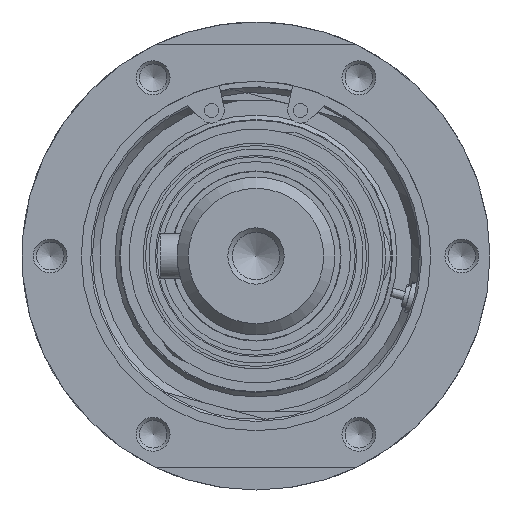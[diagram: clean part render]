
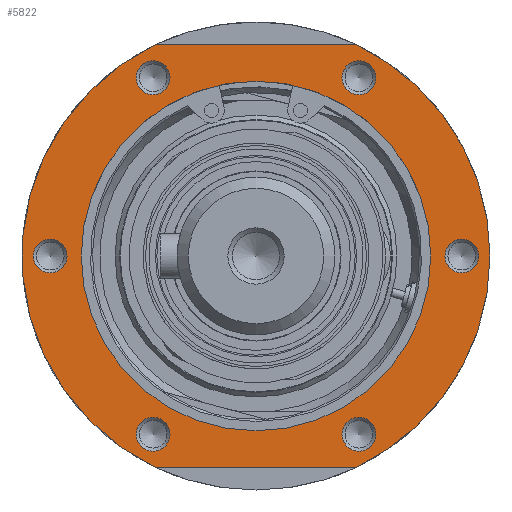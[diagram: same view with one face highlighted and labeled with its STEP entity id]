
A CAD part, left-side view. The second image highlights one B-rep face of the part: STEP entity #5822.
In plain terms, the highlighted planar face has unit normal (-1, 0, 0).
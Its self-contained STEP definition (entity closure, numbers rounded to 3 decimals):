
#115=FACE_BOUND('',#737,.T.);
#116=FACE_BOUND('',#738,.T.);
#117=FACE_BOUND('',#739,.T.);
#118=FACE_BOUND('',#740,.T.);
#119=FACE_BOUND('',#741,.T.);
#120=FACE_BOUND('',#742,.T.);
#121=FACE_BOUND('',#743,.T.);
#172=PLANE('',#6220);
#398=FACE_OUTER_BOUND('',#736,.T.);
#736=EDGE_LOOP('',(#3804,#3805,#3806,#3807,#3808));
#737=EDGE_LOOP('',(#3809));
#738=EDGE_LOOP('',(#3810));
#739=EDGE_LOOP('',(#3811));
#740=EDGE_LOOP('',(#3812,#3813));
#741=EDGE_LOOP('',(#3814));
#742=EDGE_LOOP('',(#3815));
#743=EDGE_LOOP('',(#3816));
#1113=LINE('',#8866,#1509);
#1117=LINE('',#8877,#1513);
#1509=VECTOR('',#6973,10.);
#1513=VECTOR('',#6983,10.);
#1913=CIRCLE('',#6213,41.5);
#1914=CIRCLE('',#6214,41.5);
#1915=CIRCLE('',#6215,41.5);
#1916=CIRCLE('',#6217,3.);
#1919=CIRCLE('',#6221,3.);
#1920=CIRCLE('',#6222,3.);
#1921=CIRCLE('',#6223,3.);
#1922=CIRCLE('',#6224,31.);
#1923=CIRCLE('',#6225,31.);
#1924=CIRCLE('',#6226,3.);
#1925=CIRCLE('',#6227,3.);
#2306=VERTEX_POINT('',#8863);
#2307=VERTEX_POINT('',#8865);
#2310=VERTEX_POINT('',#8874);
#2311=VERTEX_POINT('',#8876);
#2314=VERTEX_POINT('',#8884);
#2315=VERTEX_POINT('',#8890);
#2318=VERTEX_POINT('',#8898);
#2319=VERTEX_POINT('',#8900);
#2320=VERTEX_POINT('',#8902);
#2321=VERTEX_POINT('',#8904);
#2322=VERTEX_POINT('',#8905);
#2323=VERTEX_POINT('',#8908);
#2324=VERTEX_POINT('',#8910);
#2897=EDGE_CURVE('',#2307,#2306,#1113,.T.);
#2902=EDGE_CURVE('',#2311,#2310,#1117,.T.);
#2907=EDGE_CURVE('',#2314,#2306,#1913,.T.);
#2908=EDGE_CURVE('',#2307,#2310,#1914,.T.);
#2909=EDGE_CURVE('',#2311,#2314,#1915,.T.);
#2910=EDGE_CURVE('',#2315,#2315,#1916,.T.);
#2914=EDGE_CURVE('',#2318,#2318,#1919,.T.);
#2915=EDGE_CURVE('',#2319,#2319,#1920,.T.);
#2916=EDGE_CURVE('',#2320,#2320,#1921,.T.);
#2917=EDGE_CURVE('',#2321,#2322,#1922,.T.);
#2918=EDGE_CURVE('',#2322,#2321,#1923,.T.);
#2919=EDGE_CURVE('',#2323,#2323,#1924,.T.);
#2920=EDGE_CURVE('',#2324,#2324,#1925,.T.);
#3804=ORIENTED_EDGE('',*,*,#2897,.T.);
#3805=ORIENTED_EDGE('',*,*,#2907,.F.);
#3806=ORIENTED_EDGE('',*,*,#2909,.F.);
#3807=ORIENTED_EDGE('',*,*,#2902,.T.);
#3808=ORIENTED_EDGE('',*,*,#2908,.F.);
#3809=ORIENTED_EDGE('',*,*,#2914,.F.);
#3810=ORIENTED_EDGE('',*,*,#2915,.F.);
#3811=ORIENTED_EDGE('',*,*,#2916,.F.);
#3812=ORIENTED_EDGE('',*,*,#2917,.T.);
#3813=ORIENTED_EDGE('',*,*,#2918,.T.);
#3814=ORIENTED_EDGE('',*,*,#2919,.F.);
#3815=ORIENTED_EDGE('',*,*,#2920,.F.);
#3816=ORIENTED_EDGE('',*,*,#2910,.F.);
#5822=ADVANCED_FACE('',(#398,#115,#116,#117,#118,#119,#120,#121),#172,.T.);
#6213=AXIS2_PLACEMENT_3D('',#8886,#6992,#6993);
#6214=AXIS2_PLACEMENT_3D('',#8887,#6994,#6995);
#6215=AXIS2_PLACEMENT_3D('',#8888,#6996,#6997);
#6217=AXIS2_PLACEMENT_3D('',#8891,#7000,#7001);
#6220=AXIS2_PLACEMENT_3D('',#8897,#7007,#7008);
#6221=AXIS2_PLACEMENT_3D('',#8899,#7009,#7010);
#6222=AXIS2_PLACEMENT_3D('',#8901,#7011,#7012);
#6223=AXIS2_PLACEMENT_3D('',#8903,#7013,#7014);
#6224=AXIS2_PLACEMENT_3D('',#8906,#7015,#7016);
#6225=AXIS2_PLACEMENT_3D('',#8907,#7017,#7018);
#6226=AXIS2_PLACEMENT_3D('',#8909,#7019,#7020);
#6227=AXIS2_PLACEMENT_3D('',#8911,#7021,#7022);
#6973=DIRECTION('',(0.,-1.,0.));
#6983=DIRECTION('',(0.,1.,0.));
#6992=DIRECTION('center_axis',(1.,0.,0.));
#6993=DIRECTION('ref_axis',(0.,1.,0.));
#6994=DIRECTION('center_axis',(1.,0.,0.));
#6995=DIRECTION('ref_axis',(0.,1.,0.));
#6996=DIRECTION('center_axis',(1.,0.,0.));
#6997=DIRECTION('ref_axis',(0.,1.,0.));
#7000=DIRECTION('center_axis',(-1.,0.,0.));
#7001=DIRECTION('ref_axis',(0.,0.866,0.5));
#7007=DIRECTION('center_axis',(-1.,0.,0.));
#7008=DIRECTION('ref_axis',(0.,0.,
1.));
#7009=DIRECTION('center_axis',(-1.,0.,0.));
#7010=DIRECTION('ref_axis',(0.,0.,
1.));
#7011=DIRECTION('center_axis',(-1.,0.,0.));
#7012=DIRECTION('ref_axis',(0.,-0.866,0.5));
#7013=DIRECTION('center_axis',(-1.,0.,0.));
#7014=DIRECTION('ref_axis',(0.,-0.866,-0.5));
#7015=DIRECTION('center_axis',(1.,0.,0.));
#7016=DIRECTION('ref_axis',(0.,1.,0.));
#7017=DIRECTION('center_axis',(1.,0.,0.));
#7018=DIRECTION('ref_axis',(0.,1.,0.));
#7019=DIRECTION('center_axis',(-1.,0.,0.));
#7020=DIRECTION('ref_axis',(0.,0.,-1.));
#7021=DIRECTION('center_axis',(-1.,0.,0.));
#7022=DIRECTION('ref_axis',(0.,0.866,-0.5));
#8863=CARTESIAN_POINT('',(-255.2,-17.776,-37.5));
#8865=CARTESIAN_POINT('',(-255.2,17.776,-37.5));
#8866=CARTESIAN_POINT('',(-255.2,4.214,-37.5));
#8874=CARTESIAN_POINT('',(-255.2,17.776,37.5));
#8876=CARTESIAN_POINT('',(-255.2,-17.776,37.5));
#8877=CARTESIAN_POINT('',(-255.2,32.036,37.5));
#8884=CARTESIAN_POINT('',(-255.2,-41.5,0.));
#8886=CARTESIAN_POINT('Origin',(-255.2,0.,0.));
#8887=CARTESIAN_POINT('Origin',(-255.2,0.,0.));
#8888=CARTESIAN_POINT('Origin',(-255.2,0.,0.));
#8890=CARTESIAN_POINT('',(-255.2,-20.848,30.11));
#8891=CARTESIAN_POINT('Origin',(-255.2,-18.25,31.61));
#8897=CARTESIAN_POINT('Origin',(-255.2,36.25,0.));
#8898=CARTESIAN_POINT('',(-255.2,-36.5,-3.));
#8899=CARTESIAN_POINT('Origin',(-255.2,-36.5,0.));
#8900=CARTESIAN_POINT('',(-255.2,-15.652,-33.11));
#8901=CARTESIAN_POINT('Origin',(-255.2,-18.25,-31.61));
#8902=CARTESIAN_POINT('',(-255.2,20.848,-30.11));
#8903=CARTESIAN_POINT('Origin',(-255.2,18.25,-31.61));
#8904=CARTESIAN_POINT('',(-255.2,31.,0.));
#8905=CARTESIAN_POINT('',(-255.2,-31.,0.));
#8906=CARTESIAN_POINT('Origin',(-255.2,0.,0.));
#8907=CARTESIAN_POINT('Origin',(-255.2,0.,0.));
#8908=CARTESIAN_POINT('',(-255.2,36.5,3.));
#8909=CARTESIAN_POINT('Origin',(-255.2,36.5,0.));
#8910=CARTESIAN_POINT('',(-255.2,15.652,33.11));
#8911=CARTESIAN_POINT('Origin',(-255.2,18.25,31.61));
